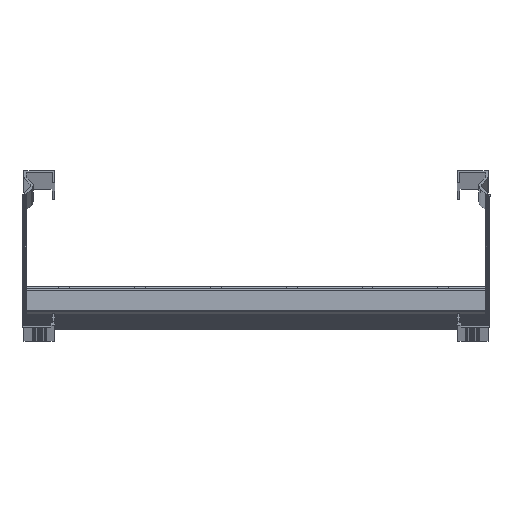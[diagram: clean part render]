
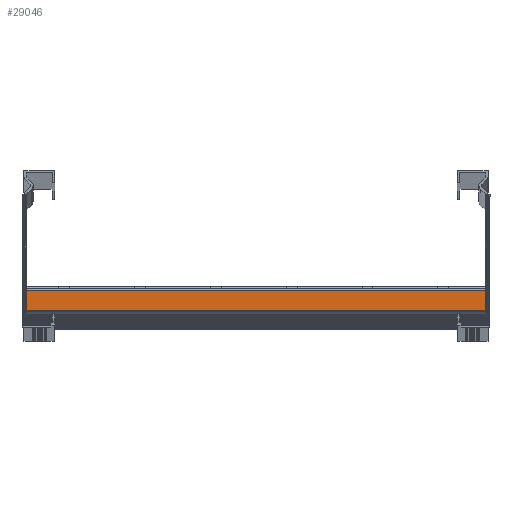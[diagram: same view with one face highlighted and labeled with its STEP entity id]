
A CAD part, top view. The second image highlights one B-rep face of the part: STEP entity #29046.
In plain terms, the highlighted face is planar.
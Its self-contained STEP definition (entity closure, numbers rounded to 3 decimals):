
#1195 = EDGE_CURVE ( 'NONE', #20698, #7581, #14062, .T. ) ;
#1277 = ORIENTED_EDGE ( 'NONE', *, *, #21804, .T. ) ;
#1664 = DIRECTION ( 'NONE',  ( 0., 0., -1. ) ) ;
#2224 = DIRECTION ( 'NONE',  ( 0., 0., -1. ) ) ;
#2272 = CARTESIAN_POINT ( 'NONE',  ( 18., 15.5, 148.5 ) ) ;
#2407 = CARTESIAN_POINT ( 'NONE',  ( 18., 15.5, 148.5 ) ) ;
#2444 = VECTOR ( 'NONE', #8117, 1000. ) ;
#3275 = LINE ( 'NONE', #32473, #2444 ) ;
#5426 = DIRECTION ( 'NONE',  ( 0., 0., -1. ) ) ;
#6872 = VERTEX_POINT ( 'NONE', #22701 ) ;
#7581 = VERTEX_POINT ( 'NONE', #20160 ) ;
#8117 = DIRECTION ( 'NONE',  ( 0., -1., 0. ) ) ;
#9216 = VECTOR ( 'NONE', #5426, 1000. ) ;
#10228 = ORIENTED_EDGE ( 'NONE', *, *, #25784, .F. ) ;
#11200 = AXIS2_PLACEMENT_3D ( 'NONE', #23017, #26552, #2224 ) ;
#12320 = ORIENTED_EDGE ( 'NONE', *, *, #13901, .F. ) ;
#13761 = FACE_OUTER_BOUND ( 'NONE', #17305, .T. ) ;
#13901 = EDGE_CURVE ( 'NONE', #6872, #7581, #18662, .T. ) ;
#14062 = LINE ( 'NONE', #33833, #31301 ) ;
#17305 = EDGE_LOOP ( 'NONE', ( #12320, #10228, #1277, #23012 ) ) ;
#17604 = PLANE ( 'NONE',  #11200 ) ;
#17870 = VERTEX_POINT ( 'NONE', #2272 ) ;
#18662 = LINE ( 'NONE', #23145, #33809 ) ;
#20160 = CARTESIAN_POINT ( 'NONE',  ( 18., 2.5, -148.5 ) ) ;
#20698 = VERTEX_POINT ( 'NONE', #31059 ) ;
#20785 = DIRECTION ( 'NONE',  ( 0., -1., 0. ) ) ;
#21804 = EDGE_CURVE ( 'NONE', #17870, #20698, #3275, .T. ) ;
#22701 = CARTESIAN_POINT ( 'NONE',  ( 18., 15.5, -148.5 ) ) ;
#23012 = ORIENTED_EDGE ( 'NONE', *, *, #1195, .T. ) ;
#23017 = CARTESIAN_POINT ( 'NONE',  ( 18., 18., 148.5 ) ) ;
#23145 = CARTESIAN_POINT ( 'NONE',  ( 18., 18., -148.5 ) ) ;
#25784 = EDGE_CURVE ( 'NONE', #17870, #6872, #28619, .T. ) ;
#26552 = DIRECTION ( 'NONE',  ( 1., 0., 0. ) ) ;
#28619 = LINE ( 'NONE', #2407, #9216 ) ;
#29046 = ADVANCED_FACE ( 'NONE', ( #13761 ), #17604, .T. ) ;
#31059 = CARTESIAN_POINT ( 'NONE',  ( 18., 2.5, 148.5 ) ) ;
#31301 = VECTOR ( 'NONE', #1664, 1000. ) ;
#32473 = CARTESIAN_POINT ( 'NONE',  ( 18., 18., 148.5 ) ) ;
#33809 = VECTOR ( 'NONE', #20785, 1000. ) ;
#33833 = CARTESIAN_POINT ( 'NONE',  ( 18., 2.5, 148.5 ) ) ;
